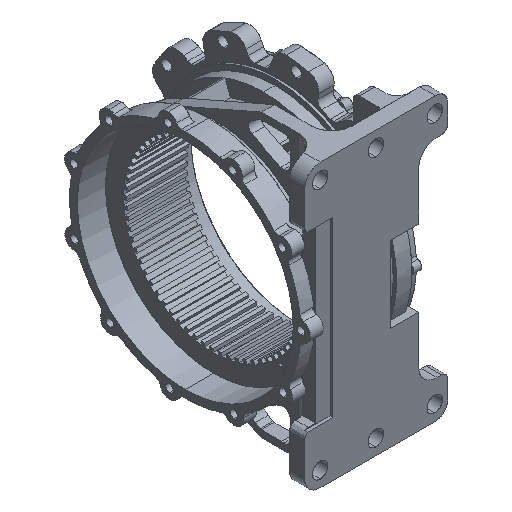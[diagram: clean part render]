
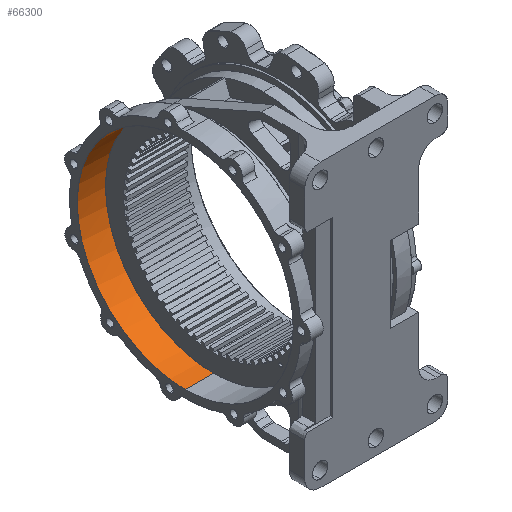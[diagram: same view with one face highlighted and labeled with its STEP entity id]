
A CAD part, isometric view. The second image highlights one B-rep face of the part: STEP entity #66300.
In plain terms, the highlighted free-form (B-spline) face has degree [2, 1] with [5, 2] control points.
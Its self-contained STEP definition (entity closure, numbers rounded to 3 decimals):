
#66300 = ADVANCED_FACE('',(#66301),#66337,.T.);
#66301 = FACE_BOUND('',#66302,.T.);
#66302 = EDGE_LOOP('',(#66303,#66312,#66322,#66329));
#66303 = ORIENTED_EDGE('',*,*,#66304,.F.);
#66304 = EDGE_CURVE('',#66305,#66307,#66309,.T.);
#66305 = VERTEX_POINT('',#66306);
#66306 = CARTESIAN_POINT('',(-77.018,0.,
    -95.14));
#66307 = VERTEX_POINT('',#66308);
#66308 = CARTESIAN_POINT('',(-101.936,0.,-95.14));
#66309 = B_SPLINE_CURVE_WITH_KNOTS('',1,(#66310,#66311),.UNSPECIFIED.,
  .F.,.F.,(2,2),(0.,22.),.PIECEWISE_BEZIER_KNOTS.);
#66310 = CARTESIAN_POINT('',(-77.018,0.,-95.14));
#66311 = CARTESIAN_POINT('',(-101.936,0.,-95.14));
#66312 = ORIENTED_EDGE('',*,*,#66313,.F.);
#66313 = EDGE_CURVE('',#66314,#66305,#66316,.T.);
#66314 = VERTEX_POINT('',#66315);
#66315 = CARTESIAN_POINT('',(-77.018,0.,95.14));
#66316 = ( BOUNDED_CURVE() B_SPLINE_CURVE(2,(#66317,#66318,#66319,#66320
,#66321),.UNSPECIFIED.,.F.,.F.) B_SPLINE_CURVE_WITH_KNOTS((3,2,3),(0.,
1.571,3.142),.PIECEWISE_BEZIER_KNOTS.) CURVE() 
GEOMETRIC_REPRESENTATION_ITEM() RATIONAL_B_SPLINE_CURVE((1.,
0.707,1.,0.707,1.)) REPRESENTATION_ITEM('') );
#66317 = CARTESIAN_POINT('',(-77.018,0.,95.14));
#66318 = CARTESIAN_POINT('',(-77.018,95.14,
    95.14));
#66319 = CARTESIAN_POINT('',(-77.018,95.14,
    0.));
#66320 = CARTESIAN_POINT('',(-77.018,95.14,
    -95.14));
#66321 = CARTESIAN_POINT('',(-77.018,0.,
    -95.14));
#66322 = ORIENTED_EDGE('',*,*,#66323,.F.);
#66323 = EDGE_CURVE('',#66324,#66314,#66326,.T.);
#66324 = VERTEX_POINT('',#66325);
#66325 = CARTESIAN_POINT('',(-101.936,0.,
    95.14));
#66326 = B_SPLINE_CURVE_WITH_KNOTS('',1,(#66327,#66328),.UNSPECIFIED.,
  .F.,.F.,(2,2),(0.,22.),.PIECEWISE_BEZIER_KNOTS.);
#66327 = CARTESIAN_POINT('',(-101.936,0.,95.14));
#66328 = CARTESIAN_POINT('',(-77.018,0.,95.14));
#66329 = ORIENTED_EDGE('',*,*,#66330,.F.);
#66330 = EDGE_CURVE('',#66307,#66324,#66331,.T.);
#66331 = ( BOUNDED_CURVE() B_SPLINE_CURVE(2,(#66332,#66333,#66334,#66335
,#66336),.UNSPECIFIED.,.F.,.F.) B_SPLINE_CURVE_WITH_KNOTS((3,2,3),(0.,
1.571,3.142),.PIECEWISE_BEZIER_KNOTS.) CURVE() 
GEOMETRIC_REPRESENTATION_ITEM() RATIONAL_B_SPLINE_CURVE((1.,
0.707,1.,0.707,1.)) REPRESENTATION_ITEM('') );
#66332 = CARTESIAN_POINT('',(-101.936,0.,-95.14));
#66333 = CARTESIAN_POINT('',(-101.936,95.14,
    -95.14));
#66334 = CARTESIAN_POINT('',(-101.936,95.14,
    0.));
#66335 = CARTESIAN_POINT('',(-101.936,95.14,
    95.14));
#66336 = CARTESIAN_POINT('',(-101.936,0.,
    95.14));
#66337 = ( BOUNDED_SURFACE() B_SPLINE_SURFACE(2,1,(
    (#66338,#66339)
    ,(#66340,#66341)
    ,(#66342,#66343)
    ,(#66344,#66345)
    ,(#66346,#66347
)),.UNSPECIFIED.,.F.,.F.,.F.) B_SPLINE_SURFACE_WITH_KNOTS((3,2,3),(2,2),
  (3.142,4.712,6.283),(0.,22.),
.PIECEWISE_BEZIER_KNOTS.) GEOMETRIC_REPRESENTATION_ITEM() 
RATIONAL_B_SPLINE_SURFACE((
    (1.,1.)
    ,(0.707,0.707)
    ,(1.,1.)
    ,(0.707,0.707)
,(1.,1.))) REPRESENTATION_ITEM('') SURFACE() );
#66338 = CARTESIAN_POINT('',(-77.018,0.,
    -95.14));
#66339 = CARTESIAN_POINT('',(-101.936,0.,
    -95.14));
#66340 = CARTESIAN_POINT('',(-77.018,95.14,
    -95.14));
#66341 = CARTESIAN_POINT('',(-101.936,95.14,
    -95.14));
#66342 = CARTESIAN_POINT('',(-77.018,95.14,
    0.));
#66343 = CARTESIAN_POINT('',(-101.936,95.14,
    0.));
#66344 = CARTESIAN_POINT('',(-77.018,95.14,
    95.14));
#66345 = CARTESIAN_POINT('',(-101.936,95.14,
    95.14));
#66346 = CARTESIAN_POINT('',(-77.018,0.,
    95.14));
#66347 = CARTESIAN_POINT('',(-101.936,0.,
    95.14));
